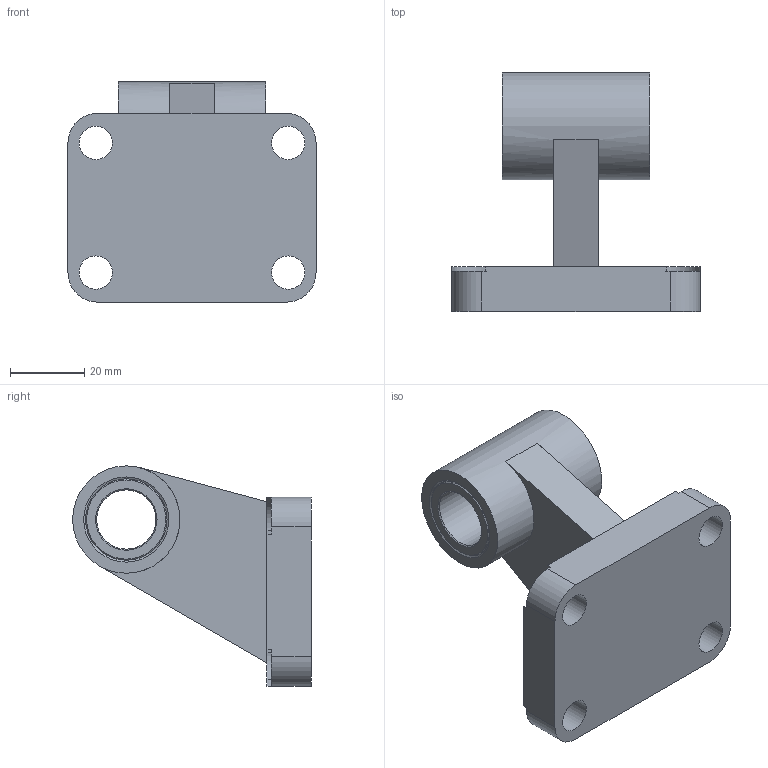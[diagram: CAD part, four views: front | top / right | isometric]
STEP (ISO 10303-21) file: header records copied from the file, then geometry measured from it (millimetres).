
FILE_DESCRIPTION(/* description */ ('STEP AP214'),/* implementation_level */ '2;1');
FILE_NAME(/* name */ '33893_LNG-63',/* time_stamp */ '2024-08-22T10:08:45+02:00',/* author */ ('License CC BY-ND 4.0'),/* organization */ ('CADENAS'),/* preprocessor_version */ 'ST-DEVELOPER v19.3',/* originating_system */ 'PARTsolutions',/* authorisation */ ' ');
FILE_SCHEMA (('AUTOMOTIVE_DESIGN {1 0 10303 214 3 1 1}'));
Length unit declared in the file: millimetre
Products named in the file (1): 33893 LNG-63
Bounding box: 67 x 64.5 x 59.5 mm (x, y, z)
Volume: 68254.5 mm3; surface area: 18898.2 mm2
Topology: 1 solids, 1 shells, 48 faces, 123 edges, 80 vertices
Faces by surface type: plane 26, cylinder 16, cone 6
Full cylindrical faces by diameter (mm): 9 x4, 16 x1, 22 x2, 29 x1
Entity records: 1746 total; most frequent: DIRECTION 244, CARTESIAN_POINT 233, ORIENTED_EDGE 212, EDGE_CURVE 106, AXIS2_PLACEMENT_3D 89, VERTEX_POINT 78, EDGE_LOOP 76, FACE_BOUND 76
